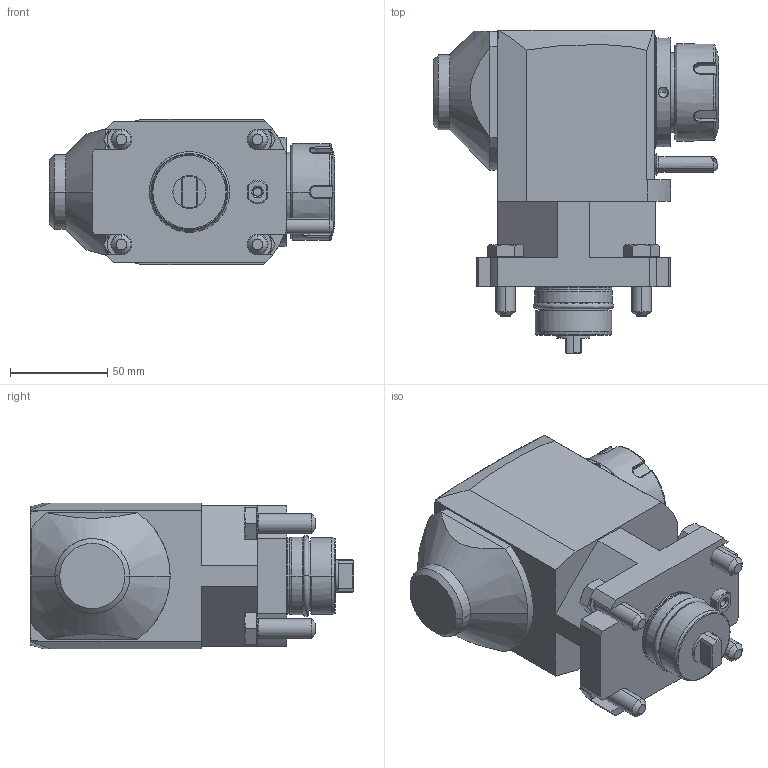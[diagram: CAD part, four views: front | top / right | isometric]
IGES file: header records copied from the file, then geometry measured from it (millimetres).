
Start section:  PTC IGES file: ngt2_40_201_32_3_3_100_mur.igs
Global section: file name: ngt2_40_201_32_3_3_100_mur.igs; native system: Pro/ENGINEER by Parametric Technology Corporation; preprocessor: 2010280; author: vali; organization: Unknown; date: 20250224.104225; units: millimetre
Bounding box: 146.6 x 166.5 x 75 mm (x, y, z)
Volume: 928075 mm3; surface area: 83093.1 mm2
Topology: 2 solids, 2 shells, 416 faces, 1043 edges, 643 vertices
Faces by surface type: bspline 207, revolution 207, extrusion 2
